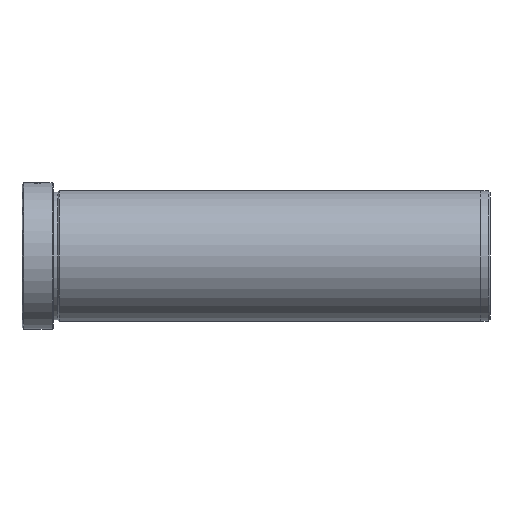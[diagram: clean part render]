
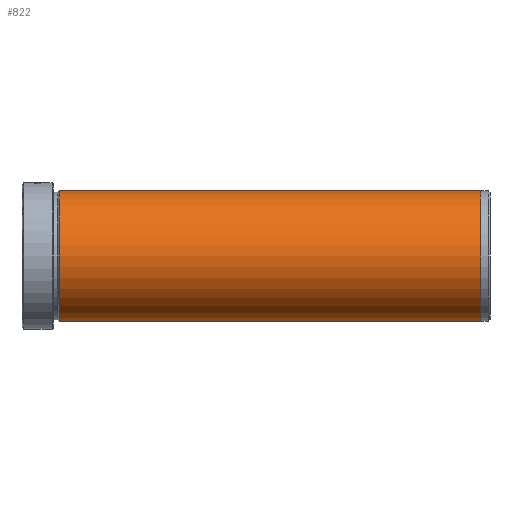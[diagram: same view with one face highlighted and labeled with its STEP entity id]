
A CAD part, left-side view. The second image highlights one B-rep face of the part: STEP entity #822.
In plain terms, the highlighted cylindrical face has radius 21 mm (diameter 42 mm), a partial arc.
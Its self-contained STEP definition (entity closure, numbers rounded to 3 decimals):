
#17 = CARTESIAN_POINT ( 'NONE',  ( 0., -12., 21. ) ) ;
#19 = DIRECTION ( 'NONE',  ( 0., 1., 0. ) ) ;
#26 = CARTESIAN_POINT ( 'NONE',  ( 0., 0., 0. ) ) ;
#44 = FACE_OUTER_BOUND ( 'NONE', #505, .T. ) ;
#303 = CYLINDRICAL_SURFACE ( 'NONE', #1789, 21. ) ;
#360 = DIRECTION ( 'NONE',  ( 0., -1., 0. ) ) ;
#410 = VECTOR ( 'NONE', #990, 1000. ) ;
#427 = CARTESIAN_POINT ( 'NONE',  ( 0., -12., 0. ) ) ;
#455 = EDGE_CURVE ( 'NONE', #885, #621, #1452, .T. ) ;
#475 = VERTEX_POINT ( 'NONE', #1630 ) ;
#505 = EDGE_LOOP ( 'NONE', ( #641, #675, #947, #1310 ) ) ;
#550 = CARTESIAN_POINT ( 'NONE',  ( 0., -147., -21. ) ) ;
#572 = DIRECTION ( 'NONE',  ( 0., 0., 1. ) ) ;
#601 = DIRECTION ( 'NONE',  ( 0., 0., 1. ) ) ;
#606 = DIRECTION ( 'NONE',  ( 0., 1., 0. ) ) ;
#621 = VERTEX_POINT ( 'NONE', #550 ) ;
#641 = ORIENTED_EDGE ( 'NONE', *, *, #1012, .F. ) ;
#675 = ORIENTED_EDGE ( 'NONE', *, *, #455, .F. ) ;
#700 = CARTESIAN_POINT ( 'NONE',  ( 0., 0., -21. ) ) ;
#701 = AXIS2_PLACEMENT_3D ( 'NONE', #427, #1413, #572 ) ;
#770 = VERTEX_POINT ( 'NONE', #17 ) ;
#784 = CIRCLE ( 'NONE', #701, 21. ) ;
#822 = ADVANCED_FACE ( 'NONE', ( #44 ), #303, .T. ) ;
#870 = AXIS2_PLACEMENT_3D ( 'NONE', #1199, #360, #1341 ) ;
#885 = VERTEX_POINT ( 'NONE', #1044 ) ;
#947 = ORIENTED_EDGE ( 'NONE', *, *, #1587, .T. ) ;
#990 = DIRECTION ( 'NONE',  ( 0., 1., 0. ) ) ;
#1012 = EDGE_CURVE ( 'NONE', #621, #475, #1631, .T. ) ;
#1018 = EDGE_CURVE ( 'NONE', #475, #770, #784, .T. ) ;
#1044 = CARTESIAN_POINT ( 'NONE',  ( 0., -147., 21. ) ) ;
#1199 = CARTESIAN_POINT ( 'NONE',  ( 0., -147., 0. ) ) ;
#1310 = ORIENTED_EDGE ( 'NONE', *, *, #1018, .F. ) ;
#1341 = DIRECTION ( 'NONE',  ( 0., 0., -1. ) ) ;
#1413 = DIRECTION ( 'NONE',  ( 0., 1., 0. ) ) ;
#1452 = CIRCLE ( 'NONE', #870, 21. ) ;
#1543 = VECTOR ( 'NONE', #19, 1000. ) ;
#1587 = EDGE_CURVE ( 'NONE', #885, #770, #1632, .T. ) ;
#1594 = CARTESIAN_POINT ( 'NONE',  ( 0., 0., 21. ) ) ;
#1630 = CARTESIAN_POINT ( 'NONE',  ( 0., -12., -21. ) ) ;
#1631 = LINE ( 'NONE', #700, #410 ) ;
#1632 = LINE ( 'NONE', #1594, #1543 ) ;
#1789 = AXIS2_PLACEMENT_3D ( 'NONE', #26, #606, #601 ) ;
